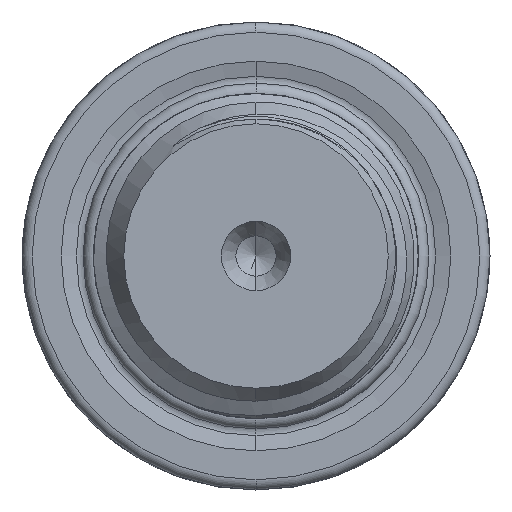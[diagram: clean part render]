
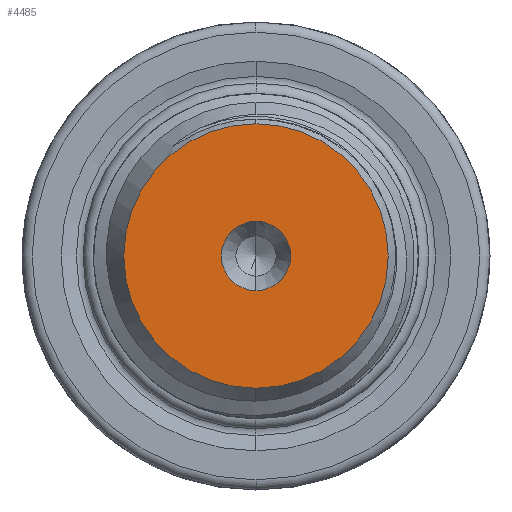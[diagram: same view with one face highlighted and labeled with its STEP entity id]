
A CAD part, left-side view. The second image highlights one B-rep face of the part: STEP entity #4485.
In plain terms, the highlighted planar face has unit normal (-1, 0, 0).
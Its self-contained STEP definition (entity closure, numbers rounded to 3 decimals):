
#7 = ORIENTED_EDGE ( 'NONE', *, *, #2646, .F. ) ;
#19 = AXIS2_PLACEMENT_3D ( 'NONE', #6119, #4704, #2660 ) ;
#59 = CARTESIAN_POINT ( 'NONE',  ( 0., 0., -1.7 ) ) ;
#204 = CARTESIAN_POINT ( 'NONE',  ( 0., 0., 6.5 ) ) ;
#215 = VERTEX_POINT ( 'NONE', #1432 ) ;
#297 = VERTEX_POINT ( 'NONE', #59 ) ;
#356 = CARTESIAN_POINT ( 'NONE',  ( 0., 0., 0. ) ) ;
#504 = DIRECTION ( 'NONE',  ( -1., 0., 0. ) ) ;
#571 = DIRECTION ( 'NONE',  ( 0., 0., 1. ) ) ;
#892 = FACE_BOUND ( 'NONE', #1589, .T. ) ;
#1058 = CARTESIAN_POINT ( 'NONE',  ( 0., 0., 0. ) ) ;
#1432 = CARTESIAN_POINT ( 'NONE',  ( 0., 0., 1.7 ) ) ;
#1449 = AXIS2_PLACEMENT_3D ( 'NONE', #356, #3853, #4761 ) ;
#1477 = DIRECTION ( 'NONE',  ( 1., 0., 0. ) ) ;
#1589 = EDGE_LOOP ( 'NONE', ( #7, #3493 ) ) ;
#1684 = ORIENTED_EDGE ( 'NONE', *, *, #1723, .T. ) ;
#1723 = EDGE_CURVE ( 'NONE', #4207, #4274, #5621, .T. ) ;
#1780 = ORIENTED_EDGE ( 'NONE', *, *, #1970, .T. ) ;
#1970 = EDGE_CURVE ( 'NONE', #4274, #4207, #4222, .T. ) ;
#2646 = EDGE_CURVE ( 'NONE', #215, #297, #5262, .T. ) ;
#2660 = DIRECTION ( 'NONE',  ( 0., 0., 1. ) ) ;
#2917 = DIRECTION ( 'NONE',  ( 0., 0., -1. ) ) ;
#2929 = CARTESIAN_POINT ( 'NONE',  ( 0., 0., 0. ) ) ;
#2977 = AXIS2_PLACEMENT_3D ( 'NONE', #1058, #4365, #571 ) ;
#3091 = AXIS2_PLACEMENT_3D ( 'NONE', #5369, #1477, #2917 ) ;
#3493 = ORIENTED_EDGE ( 'NONE', *, *, #4806, .F. ) ;
#3853 = DIRECTION ( 'NONE',  ( -1., 0., 0. ) ) ;
#3921 = AXIS2_PLACEMENT_3D ( 'NONE', #2929, #504, #4876 ) ;
#4207 = VERTEX_POINT ( 'NONE', #4322 ) ;
#4222 = CIRCLE ( 'NONE', #1449, 6.5 ) ;
#4274 = VERTEX_POINT ( 'NONE', #204 ) ;
#4322 = CARTESIAN_POINT ( 'NONE',  ( 0., 0., -6.5 ) ) ;
#4365 = DIRECTION ( 'NONE',  ( -1., 0., 0. ) ) ;
#4485 = ADVANCED_FACE ( 'NONE', ( #5760, #892 ), #5268, .F. ) ;
#4704 = DIRECTION ( 'NONE',  ( -1., 0., 0. ) ) ;
#4761 = DIRECTION ( 'NONE',  ( 0., 0., 1. ) ) ;
#4806 = EDGE_CURVE ( 'NONE', #297, #215, #5769, .T. ) ;
#4876 = DIRECTION ( 'NONE',  ( 0., 0., 1. ) ) ;
#5262 = CIRCLE ( 'NONE', #3921, 1.7 ) ;
#5268 = PLANE ( 'NONE',  #3091 ) ;
#5369 = CARTESIAN_POINT ( 'NONE',  ( 0., 0., 0. ) ) ;
#5621 = CIRCLE ( 'NONE', #19, 6.5 ) ;
#5760 = FACE_OUTER_BOUND ( 'NONE', #6243, .T. ) ;
#5769 = CIRCLE ( 'NONE', #2977, 1.7 ) ;
#6119 = CARTESIAN_POINT ( 'NONE',  ( 0., 0., 0. ) ) ;
#6243 = EDGE_LOOP ( 'NONE', ( #1684, #1780 ) ) ;
